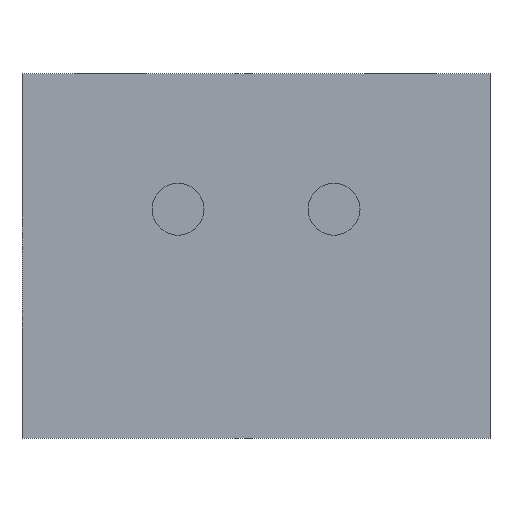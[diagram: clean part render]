
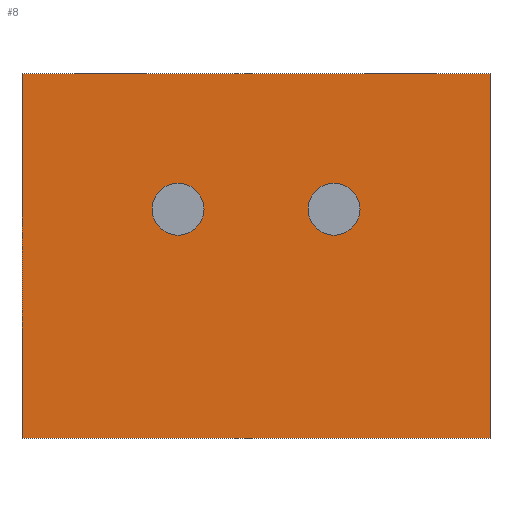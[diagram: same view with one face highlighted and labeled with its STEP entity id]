
A CAD part, front view. The second image highlights one B-rep face of the part: STEP entity #8.
In plain terms, the highlighted planar face has unit normal (0, -1, 0).
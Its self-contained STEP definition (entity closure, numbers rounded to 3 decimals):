
#8 = ADVANCED_FACE ( 'NONE', ( #325, #324, #323 ), #308, .F. ) ;
#9 = ORIENTED_EDGE ( 'NONE', *, *, #138, .T. ) ;
#10 = ORIENTED_EDGE ( 'NONE', *, *, #11, .T. ) ;
#11 = EDGE_CURVE ( 'NONE', #156, #157, #303, .T. ) ;
#12 = EDGE_LOOP ( 'NONE', ( #13, #14 ) ) ;
#13 = ORIENTED_EDGE ( 'NONE', *, *, #92, .T. ) ;
#14 = ORIENTED_EDGE ( 'NONE', *, *, #15, .T. ) ;
#15 = EDGE_CURVE ( 'NONE', #90, #93, #298, .T. ) ;
#16 = EDGE_LOOP ( 'NONE', ( #17, #20, #49, #51 ) ) ;
#17 = ORIENTED_EDGE ( 'NONE', *, *, #18, .T. ) ;
#18 = EDGE_CURVE ( 'NONE', #235, #19, #293, .T. ) ;
#19 = VERTEX_POINT ( 'NONE', #289 ) ;
#20 = ORIENTED_EDGE ( 'NONE', *, *, #47, .F. ) ;
#46 = EDGE_LOOP ( 'NONE', ( #9, #10 ) ) ;
#47 = EDGE_CURVE ( 'NONE', #48, #19, #675, .T. ) ;
#48 = VERTEX_POINT ( 'NONE', #671 ) ;
#49 = ORIENTED_EDGE ( 'NONE', *, *, #50, .F. ) ;
#50 = EDGE_CURVE ( 'NONE', #238, #48, #669, .T. ) ;
#51 = ORIENTED_EDGE ( 'NONE', *, *, #237, .T. ) ;
#90 = VERTEX_POINT ( 'NONE', #728 ) ;
#92 = EDGE_CURVE ( 'NONE', #93, #90, #727, .T. ) ;
#93 = VERTEX_POINT ( 'NONE', #722 ) ;
#138 = EDGE_CURVE ( 'NONE', #157, #156, #916, .T. ) ;
#156 = VERTEX_POINT ( 'NONE', #847 ) ;
#157 = VERTEX_POINT ( 'NONE', #846 ) ;
#235 = VERTEX_POINT ( 'NONE', #1177 ) ;
#237 = EDGE_CURVE ( 'NONE', #238, #235, #1176, .T. ) ;
#238 = VERTEX_POINT ( 'NONE', #1172 ) ;
#289 = CARTESIAN_POINT ( 'NONE',  ( -2.25, 0., -3.5 ) ) ;
#290 = DIRECTION ( 'NONE',  ( 0., 0., -1. ) ) ;
#291 = VECTOR ( 'NONE', #290, 1000. ) ;
#292 = CARTESIAN_POINT ( 'NONE',  ( -2.25, 0., 0. ) ) ;
#293 = LINE ( 'NONE', #292, #291 ) ;
#294 = DIRECTION ( 'NONE',  ( 0., 0., 1. ) ) ;
#295 = DIRECTION ( 'NONE',  ( 0., 1., 0. ) ) ;
#296 = CARTESIAN_POINT ( 'NONE',  ( -0.75, 0., -1.3 ) ) ;
#297 = AXIS2_PLACEMENT_3D ( 'NONE', #296, #295, #294 ) ;
#298 = CIRCLE ( 'NONE', #297, 0.25 ) ;
#299 = DIRECTION ( 'NONE',  ( 0., 0., 1. ) ) ;
#300 = DIRECTION ( 'NONE',  ( 0., 1., 0. ) ) ;
#301 = CARTESIAN_POINT ( 'NONE',  ( 0.75, 0., -1.3 ) ) ;
#302 = AXIS2_PLACEMENT_3D ( 'NONE', #301, #300, #299 ) ;
#303 = CIRCLE ( 'NONE', #302, 0.25 ) ;
#304 = DIRECTION ( 'NONE',  ( 0., 0., 1. ) ) ;
#305 = DIRECTION ( 'NONE',  ( 0., 1., 0. ) ) ;
#306 = CARTESIAN_POINT ( 'NONE',  ( 2.25, 0., 0. ) ) ;
#307 = AXIS2_PLACEMENT_3D ( 'NONE', #306, #305, #304 ) ;
#308 = PLANE ( 'NONE',  #307 ) ;
#323 = FACE_OUTER_BOUND ( 'NONE', #16, .T. ) ;
#324 = FACE_BOUND ( 'NONE', #12, .T. ) ;
#325 = FACE_BOUND ( 'NONE', #46, .T. ) ;
#666 = DIRECTION ( 'NONE',  ( 0., 0., -1. ) ) ;
#667 = VECTOR ( 'NONE', #666, 1000. ) ;
#668 = CARTESIAN_POINT ( 'NONE',  ( 2.25, 0., 0. ) ) ;
#669 = LINE ( 'NONE', #668, #667 ) ;
#671 = CARTESIAN_POINT ( 'NONE',  ( 2.25, 0., -3.5 ) ) ;
#672 = DIRECTION ( 'NONE',  ( -1., 0., 0. ) ) ;
#673 = VECTOR ( 'NONE', #672, 1000. ) ;
#674 = CARTESIAN_POINT ( 'NONE',  ( 2.25, 0., -3.5 ) ) ;
#675 = LINE ( 'NONE', #674, #673 ) ;
#722 = CARTESIAN_POINT ( 'NONE',  ( -0.75, 0., -1.05 ) ) ;
#723 = DIRECTION ( 'NONE',  ( 0., 0., 1. ) ) ;
#724 = DIRECTION ( 'NONE',  ( 0., 1., 0. ) ) ;
#725 = CARTESIAN_POINT ( 'NONE',  ( -0.75, 0., -1.3 ) ) ;
#726 = AXIS2_PLACEMENT_3D ( 'NONE', #725, #724, #723 ) ;
#727 = CIRCLE ( 'NONE', #726, 0.25 ) ;
#728 = CARTESIAN_POINT ( 'NONE',  ( -0.75, 0., -1.55 ) ) ;
#846 = CARTESIAN_POINT ( 'NONE',  ( 0.75, 0., -1.05 ) ) ;
#847 = CARTESIAN_POINT ( 'NONE',  ( 0.75, 0., -1.55 ) ) ;
#912 = DIRECTION ( 'NONE',  ( 0., 0., 1. ) ) ;
#913 = DIRECTION ( 'NONE',  ( 0., 1., 0. ) ) ;
#914 = CARTESIAN_POINT ( 'NONE',  ( 0.75, 0., -1.3 ) ) ;
#915 = AXIS2_PLACEMENT_3D ( 'NONE', #914, #913, #912 ) ;
#916 = CIRCLE ( 'NONE', #915, 0.25 ) ;
#1172 = CARTESIAN_POINT ( 'NONE',  ( 2.25, 0., 0. ) ) ;
#1173 = DIRECTION ( 'NONE',  ( -1., 0., 0. ) ) ;
#1174 = VECTOR ( 'NONE', #1173, 1000. ) ;
#1175 = CARTESIAN_POINT ( 'NONE',  ( 2.25, 0., 0. ) ) ;
#1176 = LINE ( 'NONE', #1175, #1174 ) ;
#1177 = CARTESIAN_POINT ( 'NONE',  ( -2.25, 0., 0. ) ) ;
